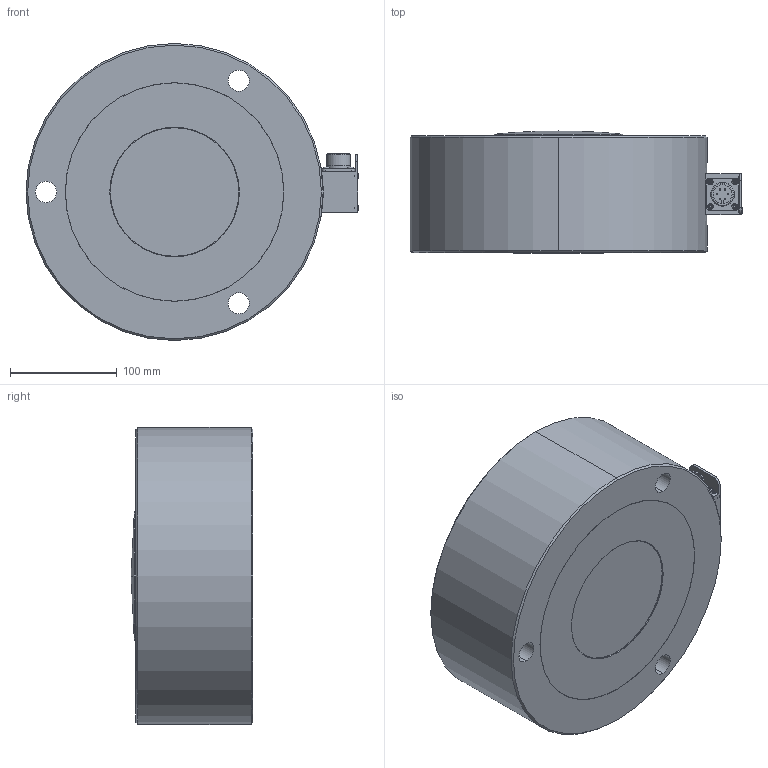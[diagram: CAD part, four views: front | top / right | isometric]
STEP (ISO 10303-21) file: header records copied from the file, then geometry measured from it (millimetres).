
FILE_DESCRIPTION (( 'STEP AP214' ), '1' );
FILE_NAME ('PG3-A-500K X1 (STEP).STEP', '2024-01-17T23:18:39', ( '' ), ( '' ), 'SwSTEP 2.0', 'SolidWorks 2021', '' );
FILE_SCHEMA (( 'AUTOMOTIVE_DESIGN' ));
Length unit declared in the file: inch
Products named in the file (1): PG3-A-500K X1 (STEP)
Bounding box: 311.63 x 114.3 x 278.89 mm (x, y, z)
Volume: 5404139.9 mm3; surface area: 418993.4 mm2
Topology: 13 solids, 13 shells, 422 faces, 957 edges, 607 vertices
Faces by surface type: cylinder 175, plane 154, cone 67, torus 24, sphere 2
Entity records: 18115 total; most frequent: CARTESIAN_POINT 2629, DIRECTION 2189, ORIENTED_EDGE 1898, EDGE_CURVE 949, AXIS2_PLACEMENT_3D 869, VERTEX_POINT 607, EDGE_LOOP 514, LINE 451
